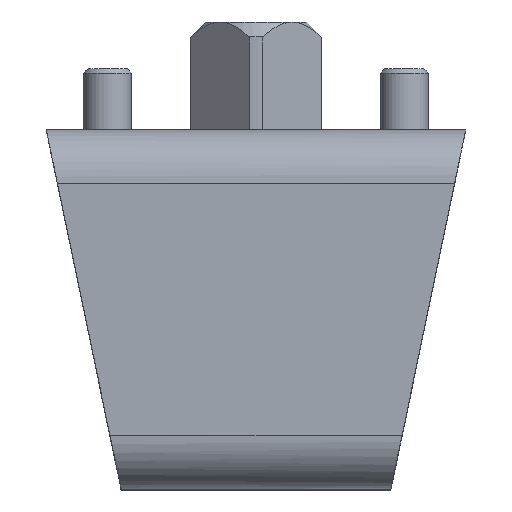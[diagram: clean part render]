
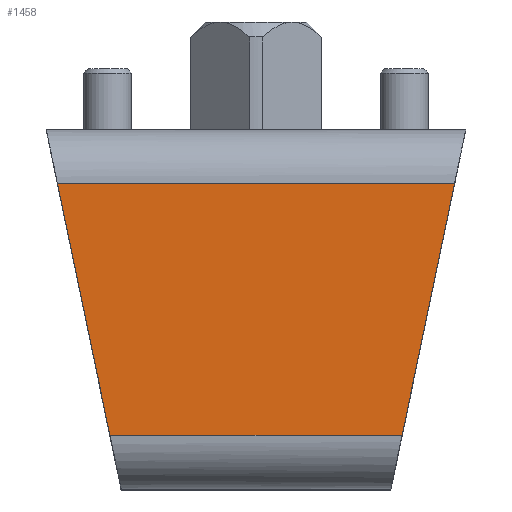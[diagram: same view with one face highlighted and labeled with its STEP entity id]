
A CAD part, top view. The second image highlights one B-rep face of the part: STEP entity #1458.
In plain terms, the highlighted planar face has unit normal (0, 0, 1).
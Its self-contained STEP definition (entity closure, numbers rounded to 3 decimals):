
#185=PLANE('',#1623);
#277=ORIENTED_EDGE('',*,*,#623,.T.);
#278=ORIENTED_EDGE('',*,*,#661,.T.);
#279=ORIENTED_EDGE('',*,*,#658,.F.);
#280=ORIENTED_EDGE('',*,*,#662,.T.);
#623=EDGE_CURVE('',#819,#818,#956,.T.);
#658=EDGE_CURVE('',#848,#849,#968,.T.);
#661=EDGE_CURVE('',#818,#849,#969,.T.);
#662=EDGE_CURVE('',#848,#819,#970,.T.);
#818=VERTEX_POINT('',#2263);
#819=VERTEX_POINT('',#2265);
#848=VERTEX_POINT('',#2335);
#849=VERTEX_POINT('',#2336);
#956=LINE('',#2264,#1036);
#968=LINE('',#2334,#1048);
#969=LINE('',#2340,#1049);
#970=LINE('',#2341,#1050);
#1036=VECTOR('',#1792,1000.);
#1048=VECTOR('',#1862,1000.);
#1049=VECTOR('',#1869,1000.);
#1050=VECTOR('',#1870,1000.);
#1136=EDGE_LOOP('',(#277,#278,#279,#280));
#1284=FACE_BOUND('',#1136,.T.);
#1458=ADVANCED_FACE('',(#1284),#185,.F.);
#1623=AXIS2_PLACEMENT_3D('',#2339,#1867,#1868);
#1792=DIRECTION('',(-1.,0.,0.));
#1862=DIRECTION('',(-1.,0.,0.));
#1867=DIRECTION('',(0.,0.,-1.));
#1868=DIRECTION('',(-1.,0.,0.));
#1869=DIRECTION('',(-0.204,-0.979,0.));
#1870=DIRECTION('',(-0.204,0.979,0.));
#2263=CARTESIAN_POINT('',(-24.375,51.,50.));
#2264=CARTESIAN_POINT('',(35.,51.,50.));
#2265=CARTESIAN_POINT('',(24.375,51.,50.));
#2334=CARTESIAN_POINT('',(35.,9.,50.));
#2335=CARTESIAN_POINT('',(33.125,9.,50.));
#2336=CARTESIAN_POINT('',(-33.125,9.,50.));
#2339=CARTESIAN_POINT('',(35.,51.,50.));
#2340=CARTESIAN_POINT('',(-22.5,60.,50.));
#2341=CARTESIAN_POINT('',(35.,0.,50.));
